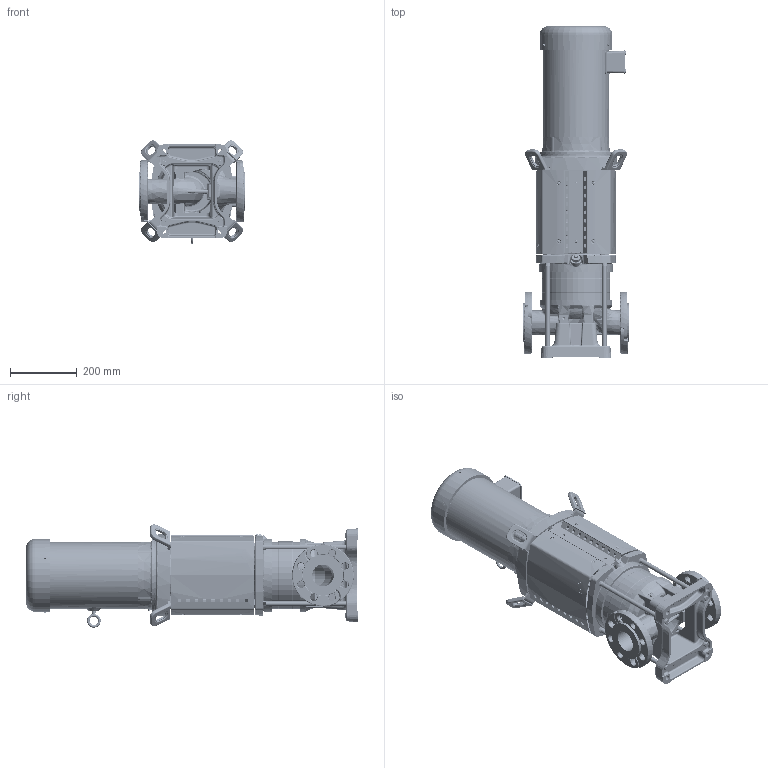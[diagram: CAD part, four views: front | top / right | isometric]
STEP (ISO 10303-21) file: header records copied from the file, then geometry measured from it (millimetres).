
FILE_DESCRIPTION(/* description */ (''),/* implementation_level */ '2;1');
FILE_NAME(/* name */ '2700875 - HELIX V190-01-1_A3_E_KS_N_7.5_3_Shrinkwrap_1.stp',/* time_stamp */ '2022-03-25T15:04:44-05:00',/* author */ ('faliszekte'),/* organization */ (''),/* preprocessor_version */ 'ST-DEVELOPER v18.1',/* originating_system */ 'Autodesk Inventor 2021',/* authorisation */ '');
FILE_SCHEMA (('AUTOMOTIVE_DESIGN { 1 0 10303 214 3 1 1 }'));
Length unit declared in the file: inch
Products named in the file (1): 2700875 - HELIX V190-01-1_A3_E_KS_N_7.5_3_Shrinkwrap_1
Bounding box: 320 x 996.29 x 310.36 mm (x, y, z)
Volume: 888.3 mm3; surface area: 1987046.8 mm2
Topology: 2 solids, 71 shells, 5512 faces, 15960 edges, 10407 vertices
Faces by surface type: cylinder 1904, plane 1552, bspline 1218, torus 396, cone 324, sphere 118
Full cylindrical faces by diameter (mm): 0.833 x4, 2 x2, 4 x2, 4.5 x1, 4.918 x5, 6 x2, 8 x8, 9.652 x1, 10.25 x4, 10.516 x7, 12.548 x1, 14 x11, 14.376 x168, 16 x168, 16.662 x1, 17.5 x1, 18 x8, 18.64 x1, 20.813 x1, 31 x1, 47.6 x1, 76 x2, 88 x1, 110.3 x3, 114 x1, 117 x2, 119.6 x1, 199 x1, 200 x1, 203 x2
Entity records: 368087 total; most frequent: CARTESIAN_POINT 228401, ORIENTED_EDGE 28819, DIRECTION 25996, EDGE_CURVE 15869, VERTEX_POINT 10407, AXIS2_PLACEMENT_3D 9968, LINE 6060, VECTOR 6060
